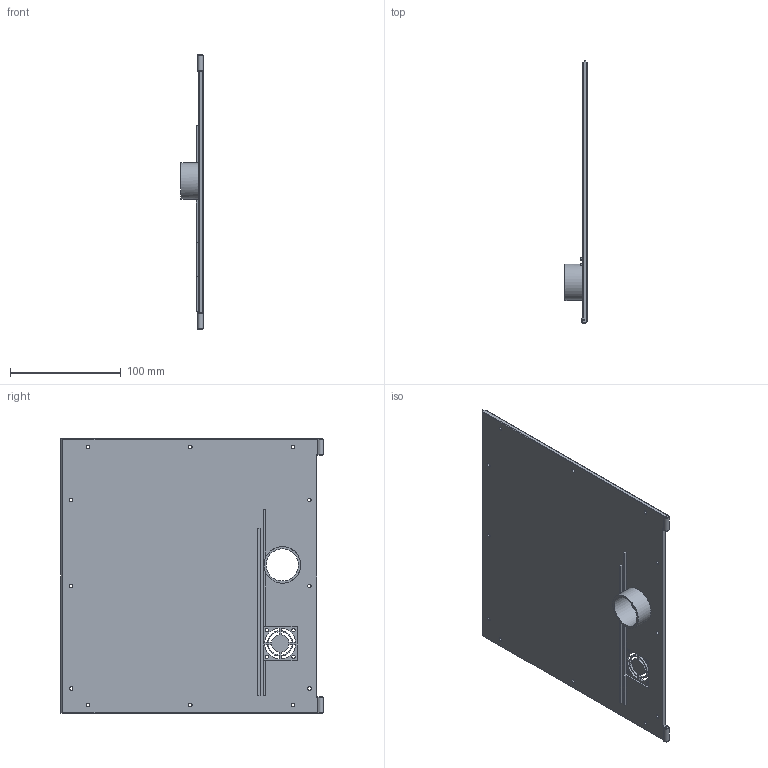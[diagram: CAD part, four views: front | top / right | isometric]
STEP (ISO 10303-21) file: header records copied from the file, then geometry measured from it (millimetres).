
FILE_DESCRIPTION(/* description */ (''),/* implementation_level */ '2;1');
FILE_NAME(/* name */ 'Panel left.step',/* time_stamp */ '2020-11-16T21:21:15+01:00',/* author */ (''),/* organization */ (''),/* preprocessor_version */ 'ST-DEVELOPER v18.1',/* originating_system */ 'Autodesk Translation Framework v9.3.0.1241',/* authorisation */ '');
FILE_SCHEMA (('AUTOMOTIVE_DESIGN { 1 0 10303 214 3 1 1 }'));
Length unit declared in the file: millimetre
Products named in the file (1): Panel left
Bounding box: 20 x 237 x 248 mm (x, y, z)
Volume: 227297 mm3; surface area: 121685.6 mm2
Topology: 1 solids, 1 shells, 120 faces, 327 edges, 211 vertices
Faces by surface type: plane 61, cylinder 38, cone 21
Full cylindrical faces by diameter (mm): 1 x2, 3 x4, 3.2 x12, 29 x1, 33 x1
Entity records: 3940 total; most frequent: DIRECTION 678, CARTESIAN_POINT 659, ORIENTED_EDGE 654, EDGE_CURVE 327, AXIS2_PLACEMENT_3D 230, LINE 218, VECTOR 218, VERTEX_POINT 211
